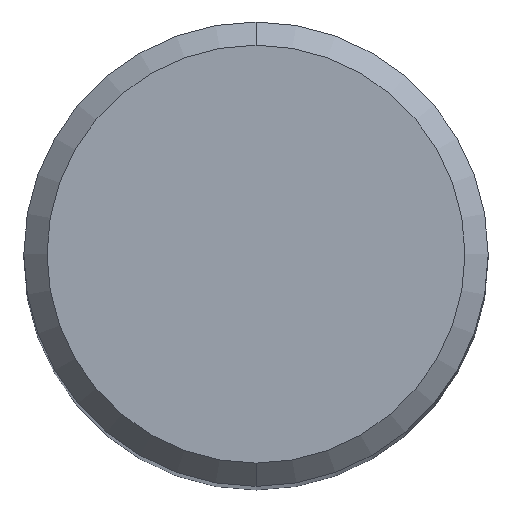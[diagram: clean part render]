
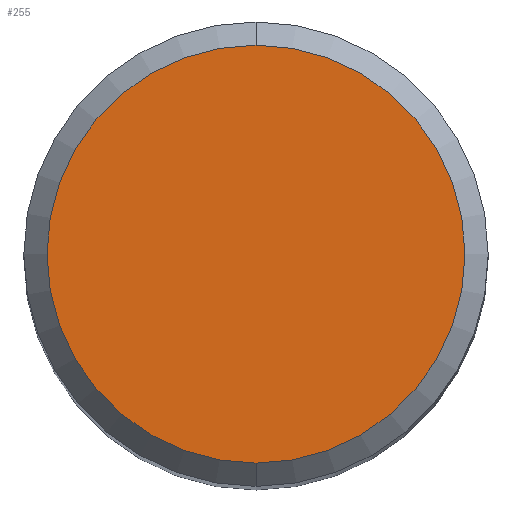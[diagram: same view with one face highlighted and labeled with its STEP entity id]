
A CAD part, top view. The second image highlights one B-rep face of the part: STEP entity #255.
In plain terms, the highlighted planar face has unit normal (0, 0, 1).
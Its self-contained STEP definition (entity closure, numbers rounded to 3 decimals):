
#255=ADVANCED_FACE('',(#572),#573,.T.);
#259=VERTEX_POINT('',#578);
#279=VERTEX_POINT('',#598);
#375=EDGE_CURVE('',#259,#279,#702,.T.);
#429=EDGE_CURVE('',#279,#259,#765,.T.);
#572=FACE_OUTER_BOUND('',#1030,.T.);
#573=PLANE('',#1031);
#578=CARTESIAN_POINT('',(0.0,3.6,0.0));
#598=CARTESIAN_POINT('',(0.,-3.6,0.0));
#702=CIRCLE('',#1263,3.6);
#765=CIRCLE('',#1359,3.6);
#1030=EDGE_LOOP('',(#1573,#1574));
#1031=AXIS2_PLACEMENT_3D('',#1575,#1576,#1577);
#1263=AXIS2_PLACEMENT_3D('',#1700,#1701,#1702);
#1359=AXIS2_PLACEMENT_3D('',#1793,#1794,#1795);
#1573=ORIENTED_EDGE('',*,*,#375,.F.);
#1574=ORIENTED_EDGE('',*,*,#429,.F.);
#1575=CARTESIAN_POINT('',(0.0,1.8,0.0));
#1576=DIRECTION('',(-0.0,0.0,1.0));
#1577=DIRECTION('',(0.0,-1.0,0.0));
#1700=CARTESIAN_POINT('',(0.0,0.0,0.0));
#1701=DIRECTION('',(0.0,0.0,-1.0));
#1702=DIRECTION('',(0.0,1.0,0.0));
#1793=CARTESIAN_POINT('',(0.0,0.0,0.0));
#1794=DIRECTION('',(0.0,0.0,-1.0));
#1795=DIRECTION('',(0.0,1.0,0.0));
